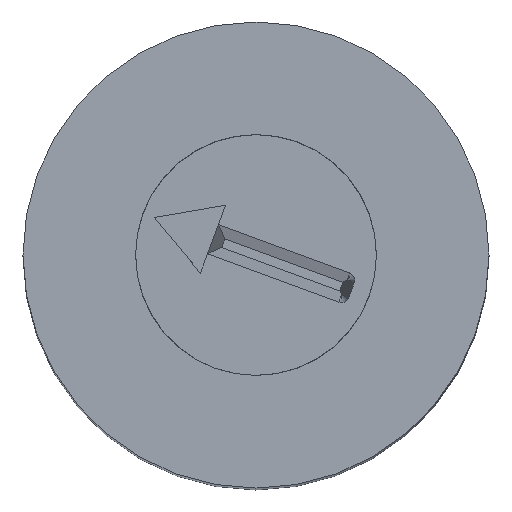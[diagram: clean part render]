
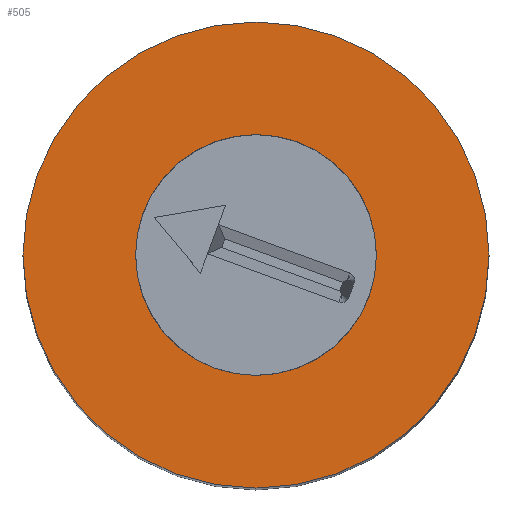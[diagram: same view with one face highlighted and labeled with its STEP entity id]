
A CAD part, top view. The second image highlights one B-rep face of the part: STEP entity #505.
In plain terms, the highlighted planar face has unit normal (0, 0, 1).
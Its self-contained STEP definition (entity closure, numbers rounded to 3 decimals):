
#30=FACE_BOUND('',#102,.T.);
#35=PLANE('',#621);
#67=FACE_OUTER_BOUND('',#101,.T.);
#101=EDGE_LOOP('',(#400));
#102=EDGE_LOOP('',(#401));
#215=CIRCLE('',#610,1.55);
#221=CIRCLE('',#620,3.);
#244=VERTEX_POINT('',#864);
#250=VERTEX_POINT('',#884);
#293=EDGE_CURVE('',#244,#244,#215,.T.);
#303=EDGE_CURVE('',#250,#250,#221,.T.);
#400=ORIENTED_EDGE('',*,*,#303,.F.);
#401=ORIENTED_EDGE('',*,*,#293,.T.);
#505=ADVANCED_FACE('',(#67,#30),#35,.F.);
#610=AXIS2_PLACEMENT_3D('',#865,#702,#703);
#620=AXIS2_PLACEMENT_3D('',#885,#726,#727);
#621=AXIS2_PLACEMENT_3D('',#887,#729,#730);
#702=DIRECTION('center_axis',(0.,0.,-1.));
#703=DIRECTION('ref_axis',(1.,0.,0.));
#726=DIRECTION('center_axis',(0.,0.,-1.));
#727=DIRECTION('ref_axis',(-1.,0.,0.));
#729=DIRECTION('center_axis',(0.,0.,-1.));
#730=DIRECTION('ref_axis',(-1.,0.,0.));
#864=CARTESIAN_POINT('',(-1.55,0.,16.7));
#865=CARTESIAN_POINT('Origin',(0.,0.,16.7));
#884=CARTESIAN_POINT('',(3.,0.,16.7));
#885=CARTESIAN_POINT('Origin',(0.,0.,16.7));
#887=CARTESIAN_POINT('Origin',(0.,0.,16.7));
